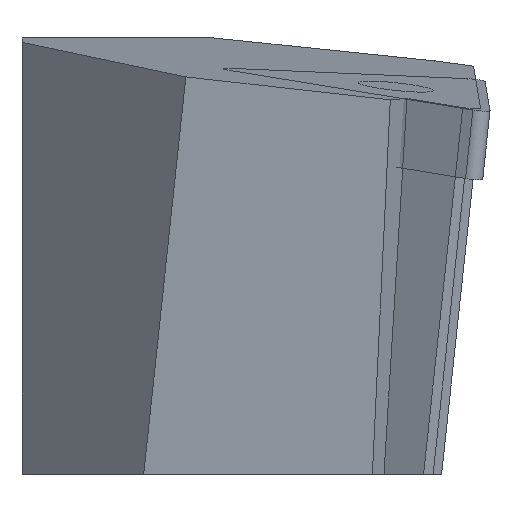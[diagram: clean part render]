
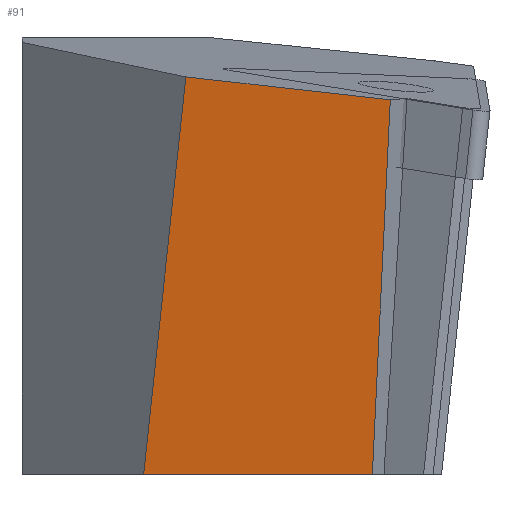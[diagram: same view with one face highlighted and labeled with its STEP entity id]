
A CAD part, front view. The second image highlights one B-rep face of the part: STEP entity #91.
In plain terms, the highlighted planar face has unit normal (-0.063, -0.993, -0.099).
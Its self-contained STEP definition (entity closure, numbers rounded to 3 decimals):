
#91=ADVANCED_FACE('',(#136),#114,.T.);
#114=PLANE('',#556);
#136=FACE_OUTER_BOUND('',#166,.T.);
#166=EDGE_LOOP('',(#289,#290,#291,#292));
#289=ORIENTED_EDGE('',*,*,#395,.F.);
#290=ORIENTED_EDGE('',*,*,#399,.T.);
#291=ORIENTED_EDGE('',*,*,#375,.F.);
#292=ORIENTED_EDGE('',*,*,#408,.T.);
#325=VERTEX_POINT('',#757);
#326=VERTEX_POINT('',#759);
#340=VERTEX_POINT('',#797);
#341=VERTEX_POINT('',#799);
#375=EDGE_CURVE('',#325,#326,#432,.T.);
#395=EDGE_CURVE('',#340,#341,#451,.T.);
#399=EDGE_CURVE('',#340,#326,#455,.T.);
#408=EDGE_CURVE('',#325,#341,#464,.T.);
#432=LINE('',#758,#487);
#451=LINE('',#798,#506);
#455=LINE('',#806,#510);
#464=LINE('',#822,#519);
#487=VECTOR('',#619,1.);
#506=VECTOR('',#650,1.);
#510=VECTOR('',#656,1.);
#519=VECTOR('',#677,1.);
#556=AXIS2_PLACEMENT_3D('',#827,#685,#686);
#619=DIRECTION('',(-0.998,0.063,0.));
#650=DIRECTION('',(0.992,-0.052,-0.111));
#656=DIRECTION('',(-0.105,0.105,-0.989));
#677=DIRECTION('',(0.048,-0.102,0.994));
#685=DIRECTION('',(-0.063,-0.993,-0.099));
#686=DIRECTION('',(0.,0.099,-0.995));
#757=CARTESIAN_POINT('',(-8.115,4.196,-24.843));
#758=CARTESIAN_POINT('',(-32.702,5.758,-24.843));
#759=CARTESIAN_POINT('',(-23.842,5.195,-24.843));
#797=CARTESIAN_POINT('',(-20.938,2.291,2.475));
#798=CARTESIAN_POINT('',(-49.073,3.764,5.636));
#799=CARTESIAN_POINT('',(-6.881,1.555,0.896));
#806=CARTESIAN_POINT('',(-23.74,5.093,-23.879));
#822=CARTESIAN_POINT('',(-8.086,4.134,-24.243));
#827=CARTESIAN_POINT('',(-7.498,2.875,-11.973));
